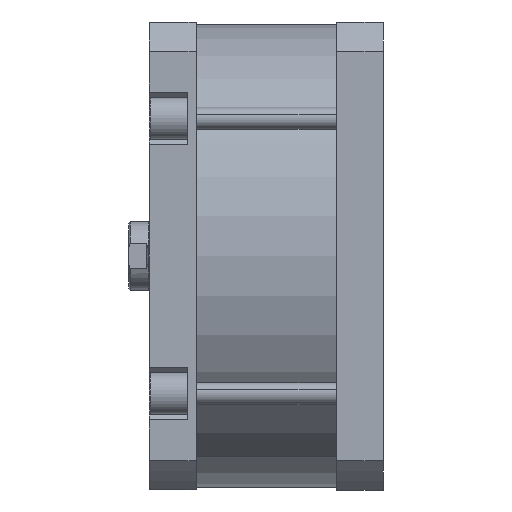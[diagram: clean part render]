
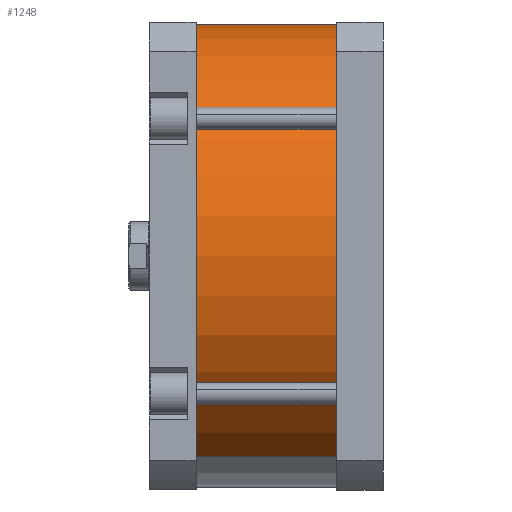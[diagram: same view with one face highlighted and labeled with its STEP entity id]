
A CAD part, front view. The second image highlights one B-rep face of the part: STEP entity #1248.
In plain terms, the highlighted cylindrical face has radius 168 mm (diameter 336 mm), a partial arc.
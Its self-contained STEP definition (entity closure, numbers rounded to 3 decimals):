
#525 = EDGE_LOOP ( 'NONE', ( #3900, #3974, #3915, #3909 ) ) ;
#1248 = ADVANCED_FACE ( 'NONE', ( #5512 ), #5517, .T. ) ;
#2030 = VECTOR ( 'NONE', #2849, 1000. ) ;
#2033 = VECTOR ( 'NONE', #2853, 1000. ) ;
#2036 = LINE ( 'NONE', #2836, #2030 ) ;
#2038 = LINE ( 'NONE', #2830, #2033 ) ;
#2043 = CIRCLE ( 'NONE', #3425, 168. ) ;
#2046 = CIRCLE ( 'NONE', #3429, 168. ) ;
#2830 = CARTESIAN_POINT ( 'NONE',  ( -168., 0., 102. ) ) ;
#2836 = CARTESIAN_POINT ( 'NONE',  ( 168., 0., 102. ) ) ;
#2849 = DIRECTION ( 'NONE',  ( 0., 0., -1. ) ) ;
#2853 = DIRECTION ( 'NONE',  ( 0., 0., -1. ) ) ;
#2859 = CARTESIAN_POINT ( 'NONE',  ( 0., 0., 102. ) ) ;
#2860 = CARTESIAN_POINT ( 'NONE',  ( 0., 0., 0. ) ) ;
#2861 = DIRECTION ( 'NONE',  ( 0., 0., 1. ) ) ;
#2862 = DIRECTION ( 'NONE',  ( 1., 0., 0. ) ) ;
#2867 = DIRECTION ( 'NONE',  ( 0., 0., 1. ) ) ;
#2868 = DIRECTION ( 'NONE',  ( 1., 0., 0. ) ) ;
#3425 = AXIS2_PLACEMENT_3D ( 'NONE', #2859, #2861, #2862 ) ;
#3429 = AXIS2_PLACEMENT_3D ( 'NONE', #2860, #2867, #2868 ) ;
#3900 = ORIENTED_EDGE ( 'NONE', *, *, #7192, .F. ) ;
#3909 = ORIENTED_EDGE ( 'NONE', *, *, #7199, .T. ) ;
#3915 = ORIENTED_EDGE ( 'NONE', *, *, #7194, .T. ) ;
#3974 = ORIENTED_EDGE ( 'NONE', *, *, #7197, .F. ) ;
#4173 = VERTEX_POINT ( 'NONE', #6109 ) ;
#4271 = VERTEX_POINT ( 'NONE', #6172 ) ;
#4275 = VERTEX_POINT ( 'NONE', #6175 ) ;
#4355 = VERTEX_POINT ( 'NONE', #6242 ) ;
#5512 = FACE_OUTER_BOUND ( 'NONE', #525, .T. ) ;
#5517 = CYLINDRICAL_SURFACE ( 'NONE', #7618, 168. ) ;
#5812 = DIRECTION ( 'NONE',  ( 0., 0., -1. ) ) ;
#5815 = DIRECTION ( 'NONE',  ( -1., 0., 0. ) ) ;
#5836 = CARTESIAN_POINT ( 'NONE',  ( 0., 0., 102. ) ) ;
#6109 = CARTESIAN_POINT ( 'NONE',  ( -168., 0., 0. ) ) ;
#6172 = CARTESIAN_POINT ( 'NONE',  ( 168., 0., 102. ) ) ;
#6175 = CARTESIAN_POINT ( 'NONE',  ( 168., 0., 0. ) ) ;
#6242 = CARTESIAN_POINT ( 'NONE',  ( -168., 0., 102. ) ) ;
#7192 = EDGE_CURVE ( 'NONE', #4271, #4275, #2036, .T. ) ;
#7194 = EDGE_CURVE ( 'NONE', #4355, #4173, #2038, .T. ) ;
#7197 = EDGE_CURVE ( 'NONE', #4355, #4271, #2043, .T. ) ;
#7199 = EDGE_CURVE ( 'NONE', #4173, #4275, #2046, .T. ) ;
#7618 = AXIS2_PLACEMENT_3D ( 'NONE', #5836, #5812, #5815 ) ;
